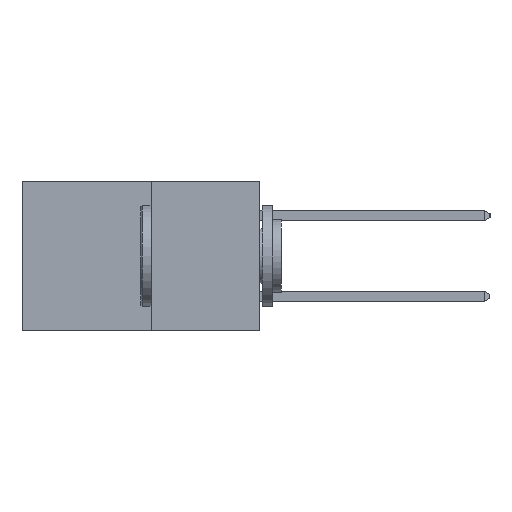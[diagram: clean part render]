
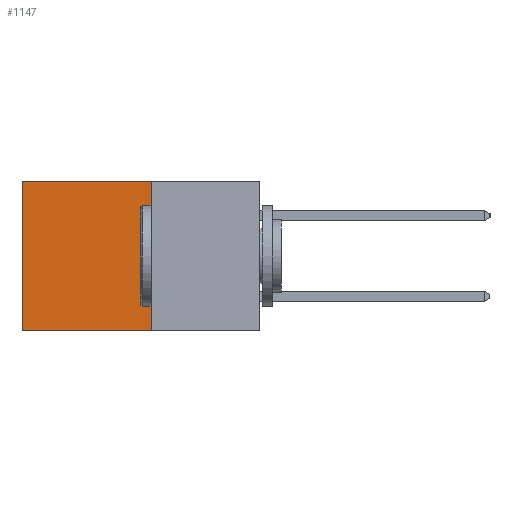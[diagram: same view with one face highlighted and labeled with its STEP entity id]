
A CAD part, left-side view. The second image highlights one B-rep face of the part: STEP entity #1147.
In plain terms, the highlighted planar face has unit normal (-1, 0, 0).
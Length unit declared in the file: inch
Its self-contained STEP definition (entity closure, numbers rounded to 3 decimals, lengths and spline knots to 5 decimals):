
#39 = CARTESIAN_POINT ( 'NONE',  ( 0.277, 0.27, -0.37 ) ) ;
#1147 = ADVANCED_FACE ( 'NONE', ( #12304 ), #14881, .F. ) ;
#1955 = AXIS2_PLACEMENT_3D ( 'NONE', #16803, #3261, #14814 ) ;
#3056 = CARTESIAN_POINT ( 'NONE',  ( 0.277, 0.27, 0. ) ) ;
#3194 = DIRECTION ( 'NONE',  ( 0., 0., -1. ) ) ;
#3261 = DIRECTION ( 'NONE',  ( 1., 0., 0. ) ) ;
#4006 = DIRECTION ( 'NONE',  ( 0., 1., 0. ) ) ;
#4126 = VECTOR ( 'NONE', #7890, 39.37008 ) ;
#5400 = ORIENTED_EDGE ( 'NONE', *, *, #10640, .T. ) ;
#5598 = ORIENTED_EDGE ( 'NONE', *, *, #14405, .F. ) ;
#5729 = VERTEX_POINT ( 'NONE', #11019 ) ;
#6055 = ORIENTED_EDGE ( 'NONE', *, *, #15575, .F. ) ;
#6335 = ORIENTED_EDGE ( 'NONE', *, *, #13262, .T. ) ;
#6372 = CARTESIAN_POINT ( 'NONE',  ( 0.277, 0.27, -0.37 ) ) ;
#7210 = VERTEX_POINT ( 'NONE', #3056 ) ;
#7890 = DIRECTION ( 'NONE',  ( 0., 1., 0. ) ) ;
#8467 = VERTEX_POINT ( 'NONE', #19283 ) ;
#8719 = VECTOR ( 'NONE', #15139, 39.37008 ) ;
#9243 = CARTESIAN_POINT ( 'NONE',  ( 0.277, 0.59, -0.37 ) ) ;
#10640 = EDGE_CURVE ( 'NONE', #14876, #5729, #15658, .T. ) ;
#11019 = CARTESIAN_POINT ( 'NONE',  ( 0.277, 0.59, -0.37 ) ) ;
#11968 = EDGE_LOOP ( 'NONE', ( #5400, #5598, #6055, #6335 ) ) ;
#12304 = FACE_OUTER_BOUND ( 'NONE', #11968, .T. ) ;
#13157 = LINE ( 'NONE', #6372, #4126 ) ;
#13262 = EDGE_CURVE ( 'NONE', #7210, #14876, #17833, .T. ) ;
#14405 = EDGE_CURVE ( 'NONE', #8467, #5729, #13157, .T. ) ;
#14543 = CARTESIAN_POINT ( 'NONE',  ( 0.277, 0.27, 0. ) ) ;
#14814 = DIRECTION ( 'NONE',  ( 0., 0., -1. ) ) ;
#14876 = VERTEX_POINT ( 'NONE', #19080 ) ;
#14881 = PLANE ( 'NONE',  #1955 ) ;
#15122 = VECTOR ( 'NONE', #3194, 39.37008 ) ;
#15139 = DIRECTION ( 'NONE',  ( 0., 0., -1. ) ) ;
#15384 = VECTOR ( 'NONE', #4006, 39.37008 ) ;
#15575 = EDGE_CURVE ( 'NONE', #7210, #8467, #18889, .T. ) ;
#15658 = LINE ( 'NONE', #9243, #8719 ) ;
#16803 = CARTESIAN_POINT ( 'NONE',  ( 0.277, 0.27, -0.37 ) ) ;
#17833 = LINE ( 'NONE', #14543, #15384 ) ;
#18889 = LINE ( 'NONE', #39, #15122 ) ;
#19080 = CARTESIAN_POINT ( 'NONE',  ( 0.277, 0.59, 0. ) ) ;
#19283 = CARTESIAN_POINT ( 'NONE',  ( 0.277, 0.27, -0.37 ) ) ;
